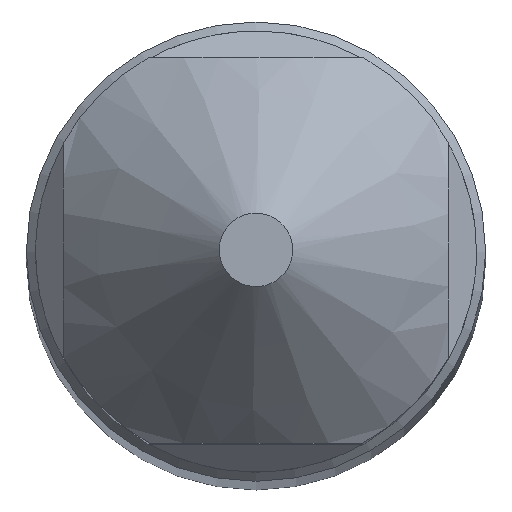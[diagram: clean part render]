
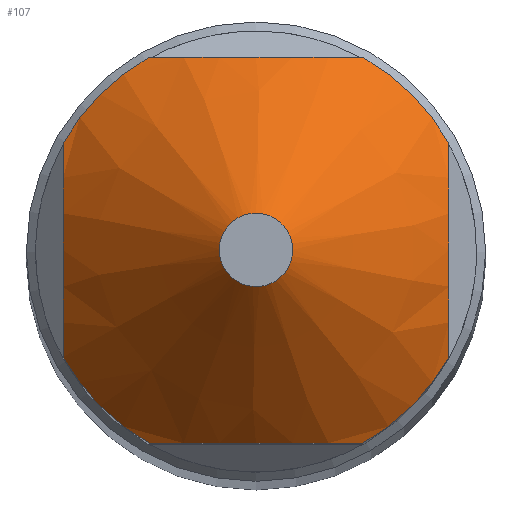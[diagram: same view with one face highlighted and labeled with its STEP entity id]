
A CAD part, top view. The second image highlights one B-rep face of the part: STEP entity #107.
In plain terms, the highlighted conical face has half-angle 45 degrees and reference radius 0.2 mm.
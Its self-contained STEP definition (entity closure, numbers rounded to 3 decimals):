
#43=CONICAL_SURFACE('',#375,0.2,45.);
#107=ADVANCED_FACE('',(#126,#127),#43,.T.);
#126=FACE_BOUND('',#151,.T.);
#127=FACE_BOUND('',#152,.T.);
#151=EDGE_LOOP('',(#191));
#152=EDGE_LOOP('',(#192,#193,#194,#195,#196,#197,#198,#199));
#191=ORIENTED_EDGE('',*,*,#264,.F.);
#192=ORIENTED_EDGE('',*,*,#280,.T.);
#193=ORIENTED_EDGE('',*,*,#281,.T.);
#194=ORIENTED_EDGE('',*,*,#282,.T.);
#195=ORIENTED_EDGE('',*,*,#268,.T.);
#196=ORIENTED_EDGE('',*,*,#283,.T.);
#197=ORIENTED_EDGE('',*,*,#273,.T.);
#198=ORIENTED_EDGE('',*,*,#284,.T.);
#199=ORIENTED_EDGE('',*,*,#278,.T.);
#238=VERTEX_POINT('',#519);
#241=VERTEX_POINT('',#527);
#242=VERTEX_POINT('',#532);
#245=VERTEX_POINT('',#541);
#246=VERTEX_POINT('',#546);
#249=VERTEX_POINT('',#555);
#250=VERTEX_POINT('',#560);
#251=VERTEX_POINT('',#564);
#252=VERTEX_POINT('',#569);
#264=EDGE_CURVE('',#238,#238,#297,.T.);
#268=EDGE_CURVE('',#242,#241,#315,.T.);
#273=EDGE_CURVE('',#246,#245,#316,.T.);
#278=EDGE_CURVE('',#250,#249,#317,.T.);
#280=EDGE_CURVE('',#249,#251,#298,.T.);
#281=EDGE_CURVE('',#251,#252,#318,.T.);
#282=EDGE_CURVE('',#252,#242,#299,.T.);
#283=EDGE_CURVE('',#241,#246,#300,.T.);
#284=EDGE_CURVE('',#245,#250,#301,.T.);
#297=CIRCLE('',#360,0.2);
#298=CIRCLE('',#371,1.2);
#299=CIRCLE('',#372,1.2);
#300=CIRCLE('',#373,1.2);
#301=CIRCLE('',#374,1.2);
#315=B_SPLINE_CURVE_WITH_KNOTS('',3,(#528,#529,#530,#531),.UNSPECIFIED.,
 .F.,.F.,(4,4),(0.,1.),.UNSPECIFIED.);
#316=B_SPLINE_CURVE_WITH_KNOTS('',3,(#542,#543,#544,#545),.UNSPECIFIED.,
 .F.,.F.,(4,4),(0.,1.),.UNSPECIFIED.);
#317=B_SPLINE_CURVE_WITH_KNOTS('',3,(#556,#557,#558,#559),.UNSPECIFIED.,
 .F.,.F.,(4,4),(0.,1.),.UNSPECIFIED.);
#318=B_SPLINE_CURVE_WITH_KNOTS('',3,(#565,#566,#567,#568),.UNSPECIFIED.,
 .F.,.F.,(4,4),(0.,1.),.UNSPECIFIED.);
#360=AXIS2_PLACEMENT_3D('',#518,#411,#412);
#371=AXIS2_PLACEMENT_3D('',#563,#442,#443);
#372=AXIS2_PLACEMENT_3D('',#570,#444,#445);
#373=AXIS2_PLACEMENT_3D('',#571,#446,#447);
#374=AXIS2_PLACEMENT_3D('',#572,#448,#449);
#375=AXIS2_PLACEMENT_3D('',#573,#450,#451);
#411=DIRECTION('',(0.,0.,1.));
#412=DIRECTION('',(1.,0.,0.));
#442=DIRECTION('',(0.,0.,1.));
#443=DIRECTION('',(-1.,0.,0.));
#444=DIRECTION('',(0.,0.,1.));
#445=DIRECTION('',(-1.,0.,0.));
#446=DIRECTION('',(0.,0.,1.));
#447=DIRECTION('',(-1.,0.,0.));
#448=DIRECTION('',(0.,0.,1.));
#449=DIRECTION('',(-1.,0.,0.));
#450=DIRECTION('',(0.,0.,-1.));
#451=DIRECTION('',(-1.,0.,0.));
#518=CARTESIAN_POINT('',(0.,0.,0.));
#519=CARTESIAN_POINT('',(0.2,0.,0.));
#527=CARTESIAN_POINT('',(-0.581,1.05,-1.));
#528=CARTESIAN_POINT('',(0.581,1.05,-1.));
#529=CARTESIAN_POINT('',(0.217,1.05,-0.824));
#530=CARTESIAN_POINT('',(-0.218,1.05,-0.824));
#531=CARTESIAN_POINT('',(-0.581,1.05,-1.));
#532=CARTESIAN_POINT('',(0.581,1.05,-1.));
#541=CARTESIAN_POINT('',(-1.05,-0.581,-1.));
#542=CARTESIAN_POINT('',(-1.05,0.581,-1.));
#543=CARTESIAN_POINT('',(-1.05,0.218,-0.824));
#544=CARTESIAN_POINT('',(-1.05,-0.217,-0.824));
#545=CARTESIAN_POINT('',(-1.05,-0.581,-1.));
#546=CARTESIAN_POINT('',(-1.05,0.581,-1.));
#555=CARTESIAN_POINT('',(0.581,-1.05,-1.));
#556=CARTESIAN_POINT('',(-0.581,-1.05,-1.));
#557=CARTESIAN_POINT('',(-0.218,-1.05,-0.824));
#558=CARTESIAN_POINT('',(0.217,-1.05,-0.824));
#559=CARTESIAN_POINT('',(0.581,-1.05,-1.));
#560=CARTESIAN_POINT('',(-0.581,-1.05,-1.));
#563=CARTESIAN_POINT('',(0.,0.,-1.));
#564=CARTESIAN_POINT('',(1.05,-0.581,-1.));
#565=CARTESIAN_POINT('',(1.05,-0.581,-1.));
#566=CARTESIAN_POINT('',(1.05,-0.217,-0.824));
#567=CARTESIAN_POINT('',(1.05,0.218,-0.824));
#568=CARTESIAN_POINT('',(1.05,0.581,-1.));
#569=CARTESIAN_POINT('',(1.05,0.581,-1.));
#570=CARTESIAN_POINT('',(0.,0.,-1.));
#571=CARTESIAN_POINT('',(0.,0.,-1.));
#572=CARTESIAN_POINT('',(0.,0.,-1.));
#573=CARTESIAN_POINT('',(0.,0.,0.));
